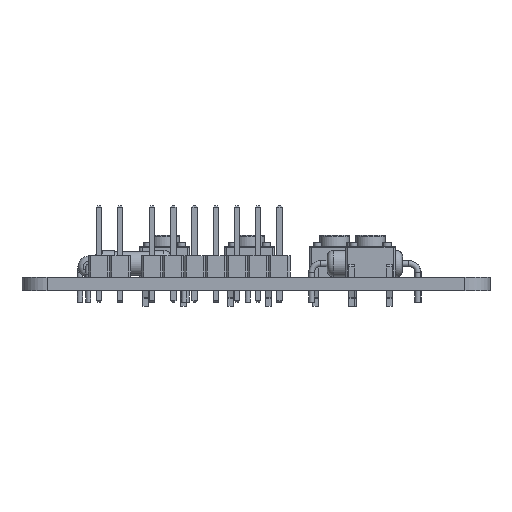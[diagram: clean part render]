
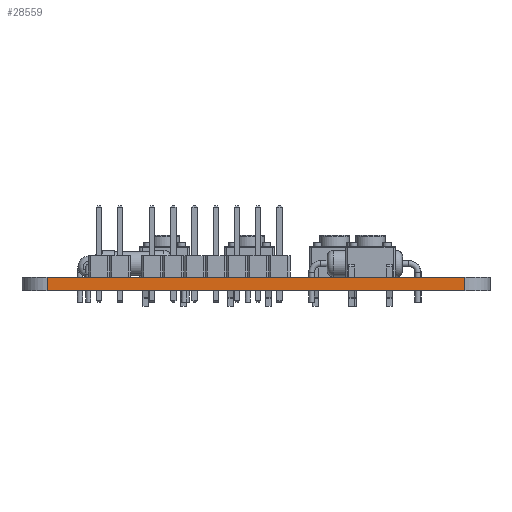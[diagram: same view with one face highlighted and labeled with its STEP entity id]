
A CAD part, left-side view. The second image highlights one B-rep face of the part: STEP entity #28559.
In plain terms, the highlighted planar face has unit normal (-1, 0, 0).
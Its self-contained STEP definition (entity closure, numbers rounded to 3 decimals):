
#24068 = PLANE('',#24069);
#24069 = AXIS2_PLACEMENT_3D('',#24070,#24071,#24072);
#24070 = CARTESIAN_POINT('',(33.924,27.956,1.6));
#24071 = DIRECTION('',(0.,0.,1.));
#24072 = DIRECTION('',(1.,0.,0.));
#24123 = PLANE('',#24124);
#24124 = AXIS2_PLACEMENT_3D('',#24125,#24126,#24127);
#24125 = CARTESIAN_POINT('',(33.924,27.956,0.));
#24126 = DIRECTION('',(0.,0.,1.));
#24127 = DIRECTION('',(1.,0.,0.));
#24232 = CYLINDRICAL_SURFACE('',#24233,3.);
#24233 = AXIS2_PLACEMENT_3D('',#24234,#24235,#24236);
#24234 = CARTESIAN_POINT('',(2.924,52.956,0.));
#24235 = DIRECTION('',(0.,0.,-1.));
#24236 = DIRECTION('',(1.,0.,0.));
#24293 = VERTEX_POINT('',#24294);
#24294 = CARTESIAN_POINT('',(-0.076,52.956,0.));
#24316 = EDGE_CURVE('',#24317,#24293,#24319,.T.);
#24317 = VERTEX_POINT('',#24318);
#24318 = CARTESIAN_POINT('',(-0.076,2.956,0.));
#24319 = SURFACE_CURVE('',#24320,(#24324,#24331),.PCURVE_S1.);
#24320 = LINE('',#24321,#24322);
#24321 = CARTESIAN_POINT('',(-0.076,2.956,0.));
#24322 = VECTOR('',#24323,1.);
#24323 = DIRECTION('',(0.,1.,0.));
#24324 = PCURVE('',#24123,#24325);
#24325 = DEFINITIONAL_REPRESENTATION('',(#24326),#24330);
#24326 = LINE('',#24327,#24328);
#24327 = CARTESIAN_POINT('',(-34.,-25.));
#24328 = VECTOR('',#24329,1.);
#24329 = DIRECTION('',(0.,1.));
#24330 = ( GEOMETRIC_REPRESENTATION_CONTEXT(2) 
PARAMETRIC_REPRESENTATION_CONTEXT() REPRESENTATION_CONTEXT('2D SPACE',''
  ) );
#24331 = PCURVE('',#24332,#24337);
#24332 = PLANE('',#24333);
#24333 = AXIS2_PLACEMENT_3D('',#24334,#24335,#24336);
#24334 = CARTESIAN_POINT('',(-0.076,2.956,0.));
#24335 = DIRECTION('',(-1.,0.,0.));
#24336 = DIRECTION('',(0.,1.,0.));
#24337 = DEFINITIONAL_REPRESENTATION('',(#24338),#24342);
#24338 = LINE('',#24339,#24340);
#24339 = CARTESIAN_POINT('',(0.,0.));
#24340 = VECTOR('',#24341,1.);
#24341 = DIRECTION('',(1.,0.));
#24342 = ( GEOMETRIC_REPRESENTATION_CONTEXT(2) 
PARAMETRIC_REPRESENTATION_CONTEXT() REPRESENTATION_CONTEXT('2D SPACE',''
  ) );
#24361 = CYLINDRICAL_SURFACE('',#24362,3.);
#24362 = AXIS2_PLACEMENT_3D('',#24363,#24364,#24365);
#24363 = CARTESIAN_POINT('',(2.924,2.956,0.));
#24364 = DIRECTION('',(0.,0.,-1.));
#24365 = DIRECTION('',(1.,0.,0.));
#26569 = VERTEX_POINT('',#26570);
#26570 = CARTESIAN_POINT('',(-0.076,52.956,1.6));
#26592 = EDGE_CURVE('',#26593,#26569,#26595,.T.);
#26593 = VERTEX_POINT('',#26594);
#26594 = CARTESIAN_POINT('',(-0.076,2.956,1.6));
#26595 = SURFACE_CURVE('',#26596,(#26600,#26607),.PCURVE_S1.);
#26596 = LINE('',#26597,#26598);
#26597 = CARTESIAN_POINT('',(-0.076,2.956,1.6));
#26598 = VECTOR('',#26599,1.);
#26599 = DIRECTION('',(0.,1.,0.));
#26600 = PCURVE('',#24068,#26601);
#26601 = DEFINITIONAL_REPRESENTATION('',(#26602),#26606);
#26602 = LINE('',#26603,#26604);
#26603 = CARTESIAN_POINT('',(-34.,-25.));
#26604 = VECTOR('',#26605,1.);
#26605 = DIRECTION('',(0.,1.));
#26606 = ( GEOMETRIC_REPRESENTATION_CONTEXT(2) 
PARAMETRIC_REPRESENTATION_CONTEXT() REPRESENTATION_CONTEXT('2D SPACE',''
  ) );
#26607 = PCURVE('',#24332,#26608);
#26608 = DEFINITIONAL_REPRESENTATION('',(#26609),#26613);
#26609 = LINE('',#26610,#26611);
#26610 = CARTESIAN_POINT('',(0.,-1.6));
#26611 = VECTOR('',#26612,1.);
#26612 = DIRECTION('',(1.,0.));
#26613 = ( GEOMETRIC_REPRESENTATION_CONTEXT(2) 
PARAMETRIC_REPRESENTATION_CONTEXT() REPRESENTATION_CONTEXT('2D SPACE',''
  ) );
#28511 = EDGE_CURVE('',#24293,#26569,#28512,.T.);
#28512 = SURFACE_CURVE('',#28513,(#28517,#28524),.PCURVE_S1.);
#28513 = LINE('',#28514,#28515);
#28514 = CARTESIAN_POINT('',(-0.076,52.956,0.));
#28515 = VECTOR('',#28516,1.);
#28516 = DIRECTION('',(0.,0.,1.));
#28517 = PCURVE('',#24232,#28518);
#28518 = DEFINITIONAL_REPRESENTATION('',(#28519),#28523);
#28519 = LINE('',#28520,#28521);
#28520 = CARTESIAN_POINT('',(-3.142,0.));
#28521 = VECTOR('',#28522,1.);
#28522 = DIRECTION('',(0.,-1.));
#28523 = ( GEOMETRIC_REPRESENTATION_CONTEXT(2) 
PARAMETRIC_REPRESENTATION_CONTEXT() REPRESENTATION_CONTEXT('2D SPACE',''
  ) );
#28524 = PCURVE('',#24332,#28525);
#28525 = DEFINITIONAL_REPRESENTATION('',(#28526),#28530);
#28526 = LINE('',#28527,#28528);
#28527 = CARTESIAN_POINT('',(50.,0.));
#28528 = VECTOR('',#28529,1.);
#28529 = DIRECTION('',(0.,-1.));
#28530 = ( GEOMETRIC_REPRESENTATION_CONTEXT(2) 
PARAMETRIC_REPRESENTATION_CONTEXT() REPRESENTATION_CONTEXT('2D SPACE',''
  ) );
#28559 = ADVANCED_FACE('',(#28560),#24332,.T.);
#28560 = FACE_BOUND('',#28561,.T.);
#28561 = EDGE_LOOP('',(#28562,#28583,#28584,#28585));
#28562 = ORIENTED_EDGE('',*,*,#28563,.T.);
#28563 = EDGE_CURVE('',#24317,#26593,#28564,.T.);
#28564 = SURFACE_CURVE('',#28565,(#28569,#28576),.PCURVE_S1.);
#28565 = LINE('',#28566,#28567);
#28566 = CARTESIAN_POINT('',(-0.076,2.956,0.));
#28567 = VECTOR('',#28568,1.);
#28568 = DIRECTION('',(0.,0.,1.));
#28569 = PCURVE('',#24332,#28570);
#28570 = DEFINITIONAL_REPRESENTATION('',(#28571),#28575);
#28571 = LINE('',#28572,#28573);
#28572 = CARTESIAN_POINT('',(0.,0.));
#28573 = VECTOR('',#28574,1.);
#28574 = DIRECTION('',(0.,-1.));
#28575 = ( GEOMETRIC_REPRESENTATION_CONTEXT(2) 
PARAMETRIC_REPRESENTATION_CONTEXT() REPRESENTATION_CONTEXT('2D SPACE',''
  ) );
#28576 = PCURVE('',#24361,#28577);
#28577 = DEFINITIONAL_REPRESENTATION('',(#28578),#28582);
#28578 = LINE('',#28579,#28580);
#28579 = CARTESIAN_POINT('',(-3.142,0.));
#28580 = VECTOR('',#28581,1.);
#28581 = DIRECTION('',(0.,-1.));
#28582 = ( GEOMETRIC_REPRESENTATION_CONTEXT(2) 
PARAMETRIC_REPRESENTATION_CONTEXT() REPRESENTATION_CONTEXT('2D SPACE',''
  ) );
#28583 = ORIENTED_EDGE('',*,*,#26592,.T.);
#28584 = ORIENTED_EDGE('',*,*,#28511,.F.);
#28585 = ORIENTED_EDGE('',*,*,#24316,.F.);
